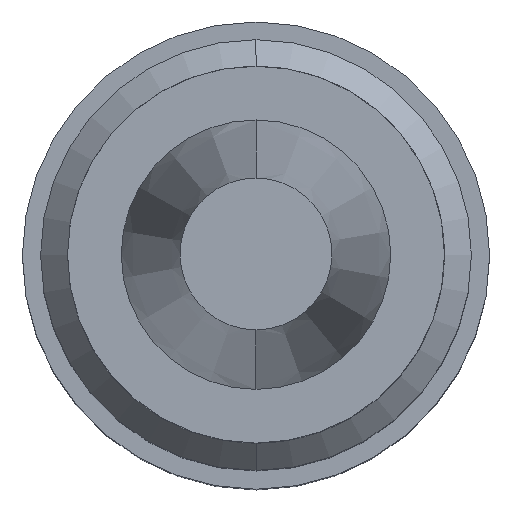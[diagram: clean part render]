
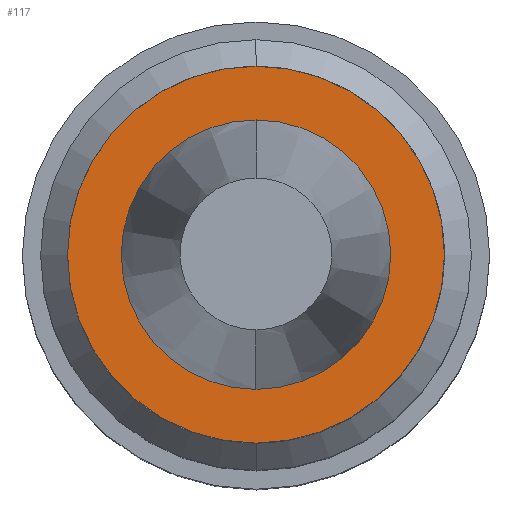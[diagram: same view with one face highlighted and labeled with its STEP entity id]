
A CAD part, top view. The second image highlights one B-rep face of the part: STEP entity #117.
In plain terms, the highlighted planar face has unit normal (0, 0, 1).
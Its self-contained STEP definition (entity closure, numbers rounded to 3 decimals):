
#117=ADVANCED_FACE('',(#150,#151),#144,.F.);
#144=PLANE('',#476);
#150=FACE_BOUND('',#175,.T.);
#151=FACE_BOUND('',#176,.T.);
#175=EDGE_LOOP('',(#224));
#176=EDGE_LOOP('',(#225,#226));
#224=ORIENTED_EDGE('',*,*,#358,.F.);
#225=ORIENTED_EDGE('',*,*,#359,.T.);
#226=ORIENTED_EDGE('',*,*,#360,.T.);
#320=VERTEX_POINT('',#705);
#321=VERTEX_POINT('',#707);
#322=VERTEX_POINT('',#708);
#358=EDGE_CURVE('',#320,#320,#408,.T.);
#359=EDGE_CURVE('',#321,#322,#409,.T.);
#360=EDGE_CURVE('',#322,#321,#410,.T.);
#408=CIRCLE('',#473,31.5);
#409=CIRCLE('',#474,22.517);
#410=CIRCLE('',#475,22.517);
#473=AXIS2_PLACEMENT_3D('',#704,#558,#559);
#474=AXIS2_PLACEMENT_3D('',#706,#560,#561);
#475=AXIS2_PLACEMENT_3D('',#709,#562,#563);
#476=AXIS2_PLACEMENT_3D('',#710,#564,#565);
#558=DIRECTION('',(0.,0.,-1.));
#559=DIRECTION('',(-1.,0.,0.));
#560=DIRECTION('',(0.,0.,-1.));
#561=DIRECTION('',(-1.,0.,0.));
#562=DIRECTION('',(0.,0.,-1.));
#563=DIRECTION('',(-1.,0.,0.));
#564=DIRECTION('',(0.,0.,-1.));
#565=DIRECTION('',(0.,1.,0.));
#704=CARTESIAN_POINT('',(0.,0.,-2.));
#705=CARTESIAN_POINT('',(-31.5,0.,-2.));
#706=CARTESIAN_POINT('',(0.,0.,-2.));
#707=CARTESIAN_POINT('',(0.,22.517,-2.));
#708=CARTESIAN_POINT('',(0.,-22.517,-2.));
#709=CARTESIAN_POINT('',(0.,0.,-2.));
#710=CARTESIAN_POINT('',(0.,0.,-2.));
